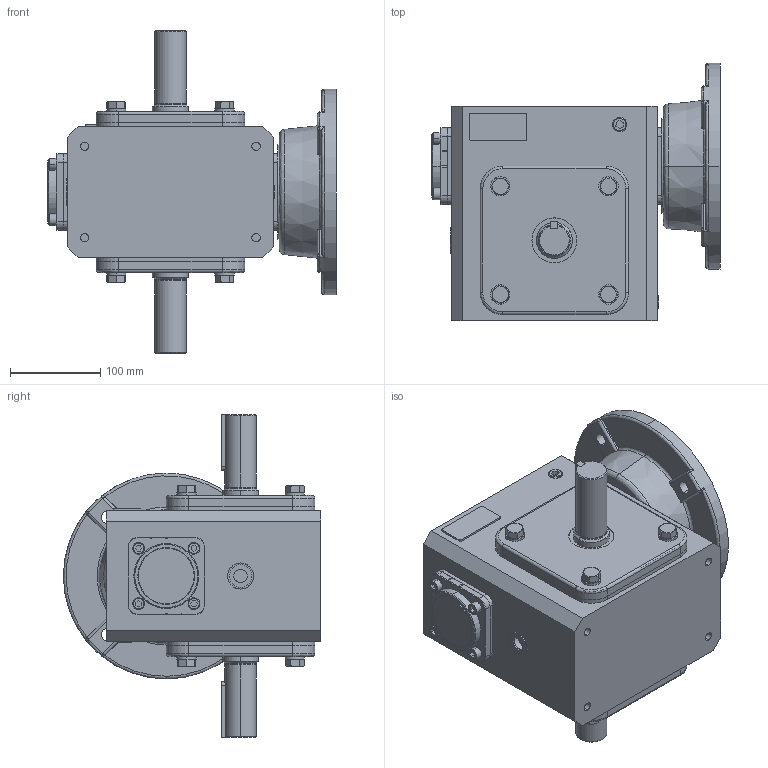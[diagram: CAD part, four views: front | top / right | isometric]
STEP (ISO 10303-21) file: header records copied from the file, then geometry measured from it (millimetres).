
FILE_DESCRIPTION (( 'STEP AP214' ), '1' );
FILE_NAME ('WG-325-010-DC.step', '2018-08-22T19:05:47', ( '' ), ( '' ), 'SwSTEP 2.0', 'SolidWorks 2017', '' );
FILE_SCHEMA (( 'AUTOMOTIVE_DESIGN' ));
Length unit declared in the file: inch
Products named in the file (1): WG-325-010-DC
Bounding box: 320 x 285.75 x 358.6 mm (x, y, z)
Volume: 8881356.4 mm3; surface area: 687087.2 mm2
Topology: 43 solids, 43 shells, 690 faces, 1591 edges, 1030 vertices
Faces by surface type: plane 349, cylinder 206, cone 71, bspline 60, torus 4
Entity records: 40826 total; most frequent: CARTESIAN_POINT 15938, ORIENTED_EDGE 3158, DIRECTION 3094, EDGE_CURVE 1579, AXIS2_PLACEMENT_3D 1154, VERTEX_POINT 1030, EDGE_LOOP 791, VECTOR 786
